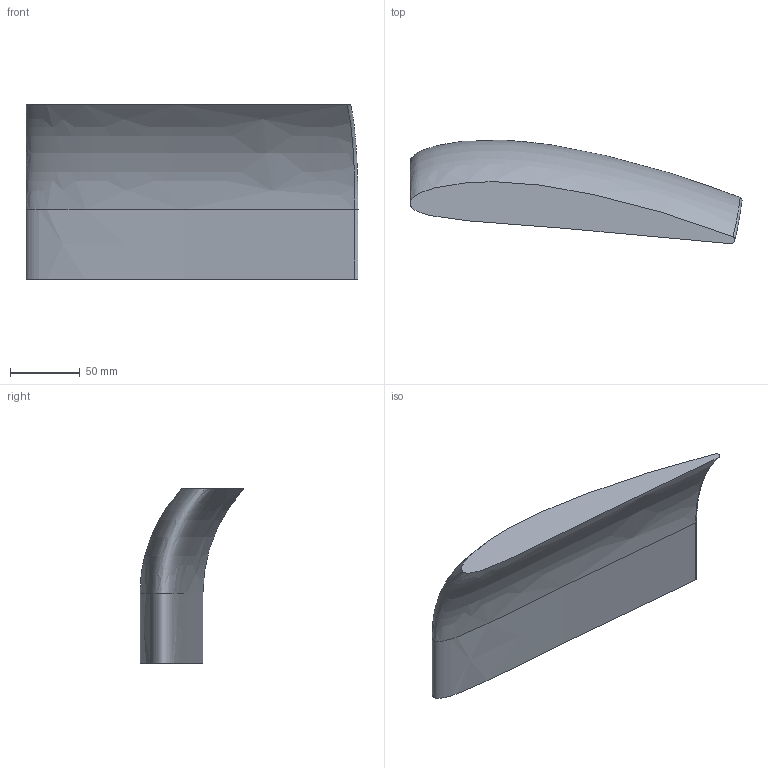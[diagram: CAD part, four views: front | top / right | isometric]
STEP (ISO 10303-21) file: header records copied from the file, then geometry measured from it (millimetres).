
FILE_DESCRIPTION(/* description */ (''),/* implementation_level */ '2;1');
FILE_NAME(/* name */ 'Wing_forcfd3 v10.step',/* time_stamp */ '2025-04-07T10:52:35-06:00',/* author */ (''),/* organization */ (''),/* preprocessor_version */ 'ST-DEVELOPER v20',/* originating_system */ 'Autodesk Translation Framework v13.20.0.188',/* authorisation */ '');
FILE_SCHEMA (('AUTOMOTIVE_DESIGN { 1 0 10303 214 3 1 1 }'));
Length unit declared in the file: millimetre
Products named in the file (1): Wing_forcfd3
Bounding box: 237.95 x 74.4 x 125 mm (x, y, z)
Volume: 34680.2 mm3; surface area: 140016.7 mm2
Topology: 1 solids, 1 shells, 11 faces, 20 edges, 12 vertices
Faces by surface type: bspline 8, plane 3
Entity records: 3251 total; most frequent: CARTESIAN_POINT 3062, ORIENTED_EDGE 40, EDGE_CURVE 20, B_SPLINE_CURVE_WITH_KNOTS 14, EDGE_LOOP 12, VERTEX_POINT 12, DIRECTION 12, FACE_OUTER_BOUND 11
